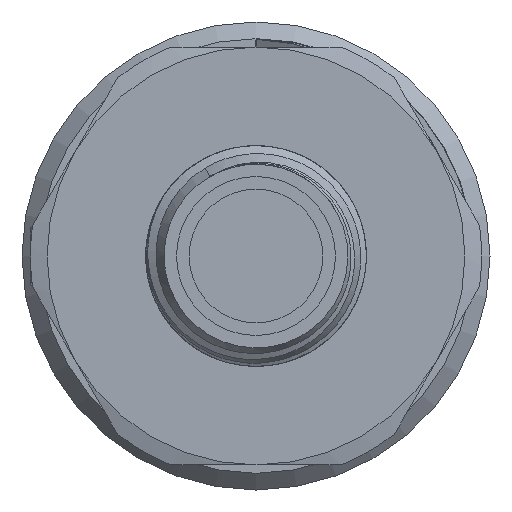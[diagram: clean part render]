
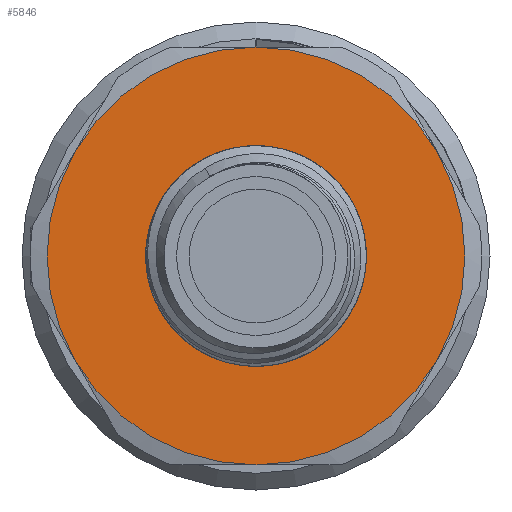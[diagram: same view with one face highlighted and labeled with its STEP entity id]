
A CAD part, left-side view. The second image highlights one B-rep face of the part: STEP entity #5846.
In plain terms, the highlighted planar face has unit normal (-1, 0, 0).
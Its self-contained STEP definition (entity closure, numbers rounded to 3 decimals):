
#236=PLANE('',#6532);
#394=FACE_BOUND('',#1046,.T.);
#674=FACE_OUTER_BOUND('',#1045,.T.);
#1045=EDGE_LOOP('',(#5004,#5005,#5006,#5007,#5008,#5009));
#1046=EDGE_LOOP('',(#5010,#5011));
#1418=CIRCLE('',#6479,6.5);
#1419=CIRCLE('',#6480,6.5);
#1420=CIRCLE('',#6482,12.5);
#1440=CIRCLE('',#6517,12.5);
#1441=CIRCLE('',#6519,12.5);
#1442=CIRCLE('',#6521,12.5);
#1443=CIRCLE('',#6523,12.5);
#1444=CIRCLE('',#6525,12.5);
#2667=VERTEX_POINT('',#20190);
#2668=VERTEX_POINT('',#20192);
#2669=VERTEX_POINT('',#20196);
#2670=VERTEX_POINT('',#20197);
#2702=VERTEX_POINT('',#20397);
#2703=VERTEX_POINT('',#20401);
#2704=VERTEX_POINT('',#20410);
#2705=VERTEX_POINT('',#20427);
#3454=EDGE_CURVE('',#2667,#2668,#1418,.T.);
#3455=EDGE_CURVE('',#2668,#2667,#1419,.T.);
#3456=EDGE_CURVE('',#2669,#2670,#1420,.T.);
#3507=EDGE_CURVE('',#2702,#2703,#1440,.T.);
#3509=EDGE_CURVE('',#2704,#2702,#1441,.T.);
#3512=EDGE_CURVE('',#2670,#2704,#1442,.T.);
#3515=EDGE_CURVE('',#2705,#2669,#1443,.T.);
#3518=EDGE_CURVE('',#2703,#2705,#1444,.T.);
#5004=ORIENTED_EDGE('',*,*,#3518,.T.);
#5005=ORIENTED_EDGE('',*,*,#3515,.T.);
#5006=ORIENTED_EDGE('',*,*,#3456,.T.);
#5007=ORIENTED_EDGE('',*,*,#3512,.T.);
#5008=ORIENTED_EDGE('',*,*,#3509,.T.);
#5009=ORIENTED_EDGE('',*,*,#3507,.T.);
#5010=ORIENTED_EDGE('',*,*,#3455,.F.);
#5011=ORIENTED_EDGE('',*,*,#3454,.F.);
#5846=ADVANCED_FACE('',(#674,#394),#236,.F.);
#6479=AXIS2_PLACEMENT_3D('',#20193,#7870,#7871);
#6480=AXIS2_PLACEMENT_3D('',#20194,#7872,#7873);
#6482=AXIS2_PLACEMENT_3D('',#20198,#7876,#7877);
#6517=AXIS2_PLACEMENT_3D('',#20405,#7959,#7960);
#6519=AXIS2_PLACEMENT_3D('',#20411,#7963,#7964);
#6521=AXIS2_PLACEMENT_3D('',#20419,#7967,#7968);
#6523=AXIS2_PLACEMENT_3D('',#20428,#7971,#7972);
#6525=AXIS2_PLACEMENT_3D('',#20436,#7975,#7976);
#6532=AXIS2_PLACEMENT_3D('',#20446,#7989,#7990);
#7870=DIRECTION('center_axis',(-1.,0.,0.));
#7871=DIRECTION('ref_axis',(0.,0.5,0.866));
#7872=DIRECTION('center_axis',(-1.,0.,0.));
#7873=DIRECTION('ref_axis',(0.,0.5,0.866));
#7876=DIRECTION('center_axis',(-1.,0.,0.));
#7877=DIRECTION('ref_axis',(0.,0.5,0.866));
#7959=DIRECTION('center_axis',(-1.,0.,0.));
#7960=DIRECTION('ref_axis',(0.,0.5,0.866));
#7963=DIRECTION('center_axis',(-1.,0.,0.));
#7964=DIRECTION('ref_axis',(0.,0.5,0.866));
#7967=DIRECTION('center_axis',(-1.,0.,0.));
#7968=DIRECTION('ref_axis',(0.,0.5,0.866));
#7971=DIRECTION('center_axis',(-1.,0.,0.));
#7972=DIRECTION('ref_axis',(0.,0.5,0.866));
#7975=DIRECTION('center_axis',(-1.,0.,0.));
#7976=DIRECTION('ref_axis',(0.,0.5,0.866));
#7989=DIRECTION('center_axis',(1.,0.,0.));
#7990=DIRECTION('ref_axis',(0.,-0.5,-0.866));
#20190=CARTESIAN_POINT('',(-23.4,-3.25,-5.629));
#20192=CARTESIAN_POINT('',(-23.4,3.25,5.629));
#20193=CARTESIAN_POINT('Origin',(-23.4,0.,
0.));
#20194=CARTESIAN_POINT('Origin',(-23.4,0.,
0.));
#20196=CARTESIAN_POINT('',(-23.4,0.,-12.5));
#20197=CARTESIAN_POINT('',(-23.4,-10.825,-6.25));
#20198=CARTESIAN_POINT('Origin',(-23.4,0.,
0.));
#20397=CARTESIAN_POINT('',(-23.4,0.,12.5));
#20401=CARTESIAN_POINT('',(-23.4,10.825,6.25));
#20405=CARTESIAN_POINT('Origin',(-23.4,0.,
0.));
#20410=CARTESIAN_POINT('',(-23.4,-10.825,6.25));
#20411=CARTESIAN_POINT('Origin',(-23.4,0.,
0.));
#20419=CARTESIAN_POINT('Origin',(-23.4,0.,
0.));
#20427=CARTESIAN_POINT('',(-23.4,10.825,-6.25));
#20428=CARTESIAN_POINT('Origin',(-23.4,0.,
0.));
#20436=CARTESIAN_POINT('Origin',(-23.4,0.,
0.));
#20446=CARTESIAN_POINT('Origin',(-23.4,5.629,-3.25));
